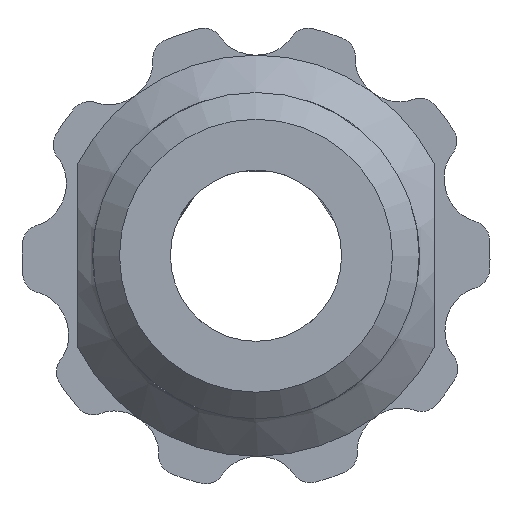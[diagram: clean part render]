
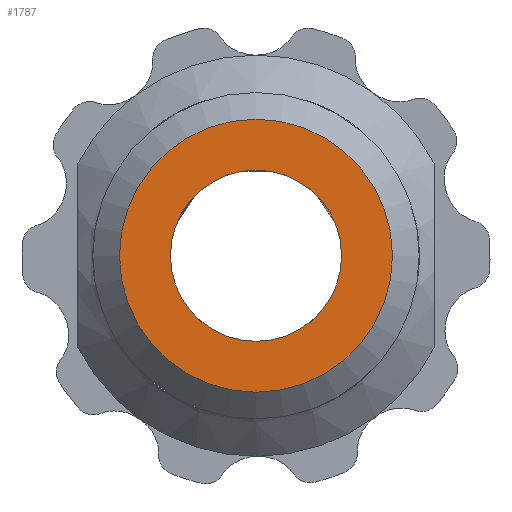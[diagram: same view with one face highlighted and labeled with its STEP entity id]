
A CAD part, front view. The second image highlights one B-rep face of the part: STEP entity #1787.
In plain terms, the highlighted planar face has unit normal (0, -1, 0).
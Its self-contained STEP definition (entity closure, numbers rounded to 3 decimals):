
#1751=CARTESIAN_POINT('',(0.,-102.98,0.));
#1752=DIRECTION('',(0.,-1.,0.));
#1753=DIRECTION('',(1.,0.,0.));
#1754=AXIS2_PLACEMENT_3D('',#1751,#1752,#1753);
#1755=PLANE('',#1754);
#1756=CARTESIAN_POINT('',(-0.,-102.98,-5.207));
#1757=VERTEX_POINT('',#1756);
#1758=CARTESIAN_POINT('',(0.,-102.98,15.207));
#1759=VERTEX_POINT('',#1758);
#1760=CARTESIAN_POINT('',(0.,-102.98,5.));
#1761=DIRECTION('',(0.,-1.,0.));
#1762=DIRECTION('',(0.,0.,-1.));
#1763=AXIS2_PLACEMENT_3D('',#1760,#1761,#1762);
#1764=CIRCLE('',#1763,10.207);
#1765=EDGE_CURVE('',#1757,#1759,#1764,.T.);
#1766=ORIENTED_EDGE('',*,*,#1765,.T.);
#1767=CARTESIAN_POINT('',(0.,-102.98,5.));
#1768=DIRECTION('',(0.,-1.,0.));
#1769=DIRECTION('',(0.,0.,-1.));
#1770=AXIS2_PLACEMENT_3D('',#1767,#1768,#1769);
#1771=CIRCLE('',#1770,10.207);
#1772=EDGE_CURVE('',#1759,#1757,#1771,.T.);
#1773=ORIENTED_EDGE('',*,*,#1772,.T.);
#1774=EDGE_LOOP('',(#1766,#1773));
#1775=FACE_BOUND('',#1774,.T.);
#1776=CARTESIAN_POINT('',(-0.,-102.98,-1.403));
#1777=VERTEX_POINT('',#1776);
#1778=CARTESIAN_POINT('',(0.,-102.98,5.));
#1779=DIRECTION('',(-0.,1.,-0.));
#1780=DIRECTION('',(0.,0.,-1.));
#1781=AXIS2_PLACEMENT_3D('',#1778,#1779,#1780);
#1782=CIRCLE('',#1781,6.403);
#1783=EDGE_CURVE('',#1777,#1777,#1782,.T.);
#1784=ORIENTED_EDGE('',*,*,#1783,.T.);
#1785=EDGE_LOOP('',(#1784));
#1786=FACE_BOUND('',#1785,.T.);
#1787=ADVANCED_FACE('',(#1775,#1786),#1755,.T.);
